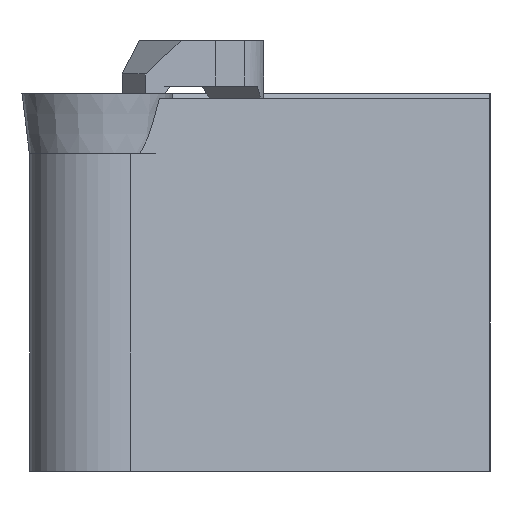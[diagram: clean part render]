
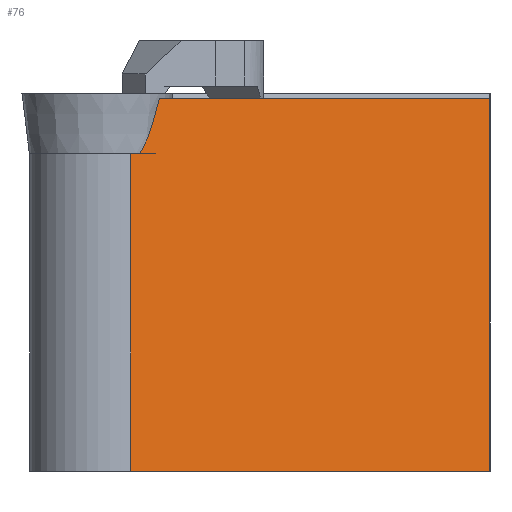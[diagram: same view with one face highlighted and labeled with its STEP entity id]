
A CAD part, left-side view. The second image highlights one B-rep face of the part: STEP entity #76.
In plain terms, the highlighted planar face has unit normal (-0.866, -0.5, 0).
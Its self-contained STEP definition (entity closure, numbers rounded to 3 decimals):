
#76=ADVANCED_FACE('',(#131),#106,.F.);
#106=PLANE('',#587);
#131=FACE_OUTER_BOUND('',#160,.T.);
#160=EDGE_LOOP('',(#311,#312,#313,#314,#315,#316));
#196=LINE('',#813,#251);
#197=LINE('',#830,#252);
#198=LINE('',#831,#253);
#199=LINE('',#833,#254);
#200=LINE('',#835,#255);
#251=VECTOR('',#646,1.);
#252=VECTOR('',#649,1.);
#253=VECTOR('',#650,1.);
#254=VECTOR('',#651,1.);
#255=VECTOR('',#652,1.);
#311=ORIENTED_EDGE('',*,*,#513,.F.);
#312=ORIENTED_EDGE('',*,*,#514,.F.);
#313=ORIENTED_EDGE('',*,*,#512,.T.);
#314=ORIENTED_EDGE('',*,*,#515,.F.);
#315=ORIENTED_EDGE('',*,*,#516,.F.);
#316=ORIENTED_EDGE('',*,*,#517,.F.);
#459=VERTEX_POINT('',#810);
#460=VERTEX_POINT('',#812);
#461=VERTEX_POINT('',#828);
#462=VERTEX_POINT('',#829);
#463=VERTEX_POINT('',#832);
#464=VERTEX_POINT('',#834);
#512=EDGE_CURVE('',#459,#460,#196,.T.);
#513=EDGE_CURVE('',#461,#462,#581,.T.);
#514=EDGE_CURVE('',#459,#461,#197,.T.);
#515=EDGE_CURVE('',#463,#460,#198,.T.);
#516=EDGE_CURVE('',#464,#463,#199,.T.);
#517=EDGE_CURVE('',#462,#464,#200,.T.);
#581=B_SPLINE_CURVE_WITH_KNOTS('',3,(#815,#816,#817,#818,#819,#820,#821,
#822,#823,#824,#825,#826,#827),.UNSPECIFIED.,.F.,.F.,(4,3,3,3,4),(0.,0.166,
0.347,0.611,1.),.UNSPECIFIED.);
#587=AXIS2_PLACEMENT_3D('',#836,#653,#654);
#646=DIRECTION('',(0.,0.,-1.));
#649=DIRECTION('',(0.5,-0.866,0.));
#650=DIRECTION('',(-0.5,0.866,0.));
#651=DIRECTION('',(0.,0.,-1.));
#652=DIRECTION('',(0.5,-0.866,0.));
#653=DIRECTION('',(0.866,0.5,0.));
#654=DIRECTION('',(0.5,-0.866,0.));
#810=CARTESIAN_POINT('',(1.135,23.769,-3.97));
#812=CARTESIAN_POINT('',(1.135,23.769,-25.));
#813=CARTESIAN_POINT('',(1.135,23.769,-35.));
#815=CARTESIAN_POINT('',(1.47,23.189,-3.97));
#816=CARTESIAN_POINT('',(1.54,23.067,-3.801));
#817=CARTESIAN_POINT('',(1.598,22.967,-3.612));
#818=CARTESIAN_POINT('',(1.651,22.876,-3.419));
#819=CARTESIAN_POINT('',(1.709,22.776,-3.208));
#820=CARTESIAN_POINT('',(1.76,22.688,-2.989));
#821=CARTESIAN_POINT('',(1.807,22.606,-2.767));
#822=CARTESIAN_POINT('',(1.876,22.487,-2.444));
#823=CARTESIAN_POINT('',(1.937,22.381,-2.114));
#824=CARTESIAN_POINT('',(1.993,22.282,-1.782));
#825=CARTESIAN_POINT('',(2.077,22.138,-1.293));
#826=CARTESIAN_POINT('',(2.152,22.008,-0.798));
#827=CARTESIAN_POINT('',(2.221,21.887,-0.3));
#828=CARTESIAN_POINT('',(1.47,23.189,-3.97));
#829=CARTESIAN_POINT('',(2.221,21.887,-0.3));
#830=CARTESIAN_POINT('',(1.135,23.769,-3.97));
#831=CARTESIAN_POINT('',(1.135,23.769,-25.));
#832=CARTESIAN_POINT('',(14.858,0.,-25.));
#833=CARTESIAN_POINT('',(14.858,0.,-35.));
#834=CARTESIAN_POINT('',(14.858,0.,-0.3));
#835=CARTESIAN_POINT('',(1.135,23.769,-0.3));
#836=CARTESIAN_POINT('',(1.135,23.769,-35.));
